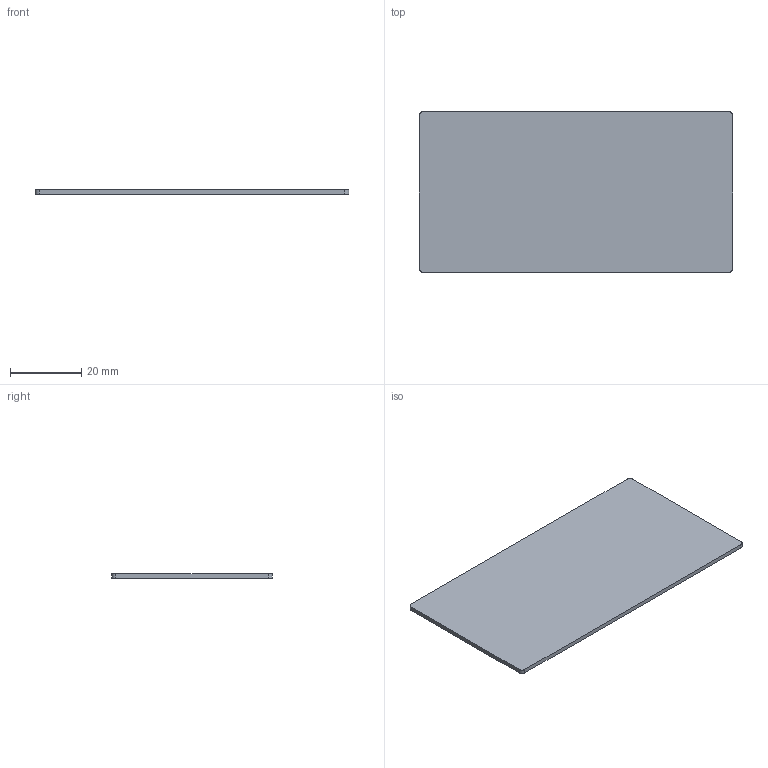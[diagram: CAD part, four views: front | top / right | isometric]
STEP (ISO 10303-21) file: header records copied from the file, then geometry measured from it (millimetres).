
FILE_DESCRIPTION (( 'STEP AP203' ), '1' );
FILE_NAME ('NEO-03.STEP', '2017-09-25T01:11:34', ( '' ), ( '' ), 'SwSTEP 2.0', 'SolidWorks 2014', '' );
FILE_SCHEMA (( 'CONFIG_CONTROL_DESIGN' ));
Length unit declared in the file: millimetre
Products named in the file (1): NEO-03
Bounding box: 88.3 x 45.3 x 1.2 mm (x, y, z)
Volume: 4608.7 mm3; surface area: 8854 mm2
Topology: 1 solids, 1 shells, 513 faces, 1383 edges, 922 vertices
Faces by surface type: bspline 281, plane 228, cylinder 4
Entity records: 18477 total; most frequent: CARTESIAN_POINT 7579, ORIENTED_EDGE 2766, EDGE_CURVE 1383, DIRECTION 1226, VERTEX_POINT 922, VECTOR 744, LINE 744, B_SPLINE_CURVE_WITH_KNOTS 631
